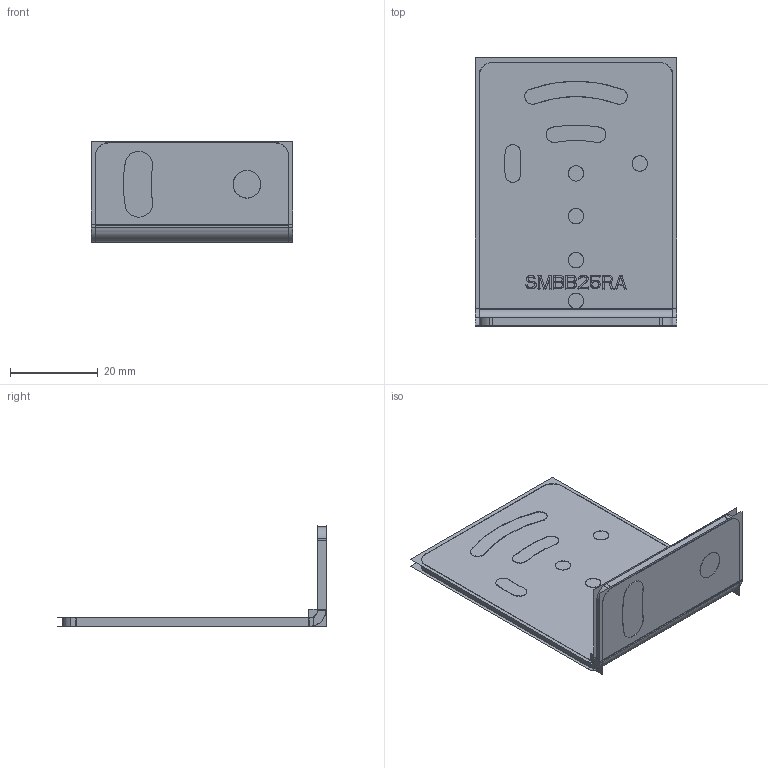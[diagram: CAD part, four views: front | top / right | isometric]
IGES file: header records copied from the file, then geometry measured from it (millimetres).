
Start section:  PTC IGES file: 245851.igs
Global section: file name: 245851.igs; native system: Creo Parametric by PTC Inc.; preprocessor: 2022414; author: banengservice; organization: Unknown; date: 20241011.111101; units: millimetre
Bounding box: 45.76 x 61.22 x 23.09 mm (x, y, z)
Surface area: 39786.6 mm2 (no closed solid volume)
Topology: 0 solids, 1 shells, 616 faces, 3048 edges, 3696 vertices
Faces by surface type: bspline 548, revolution 68
